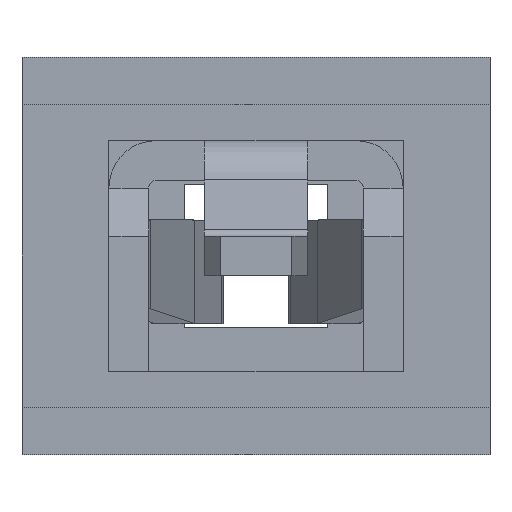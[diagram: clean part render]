
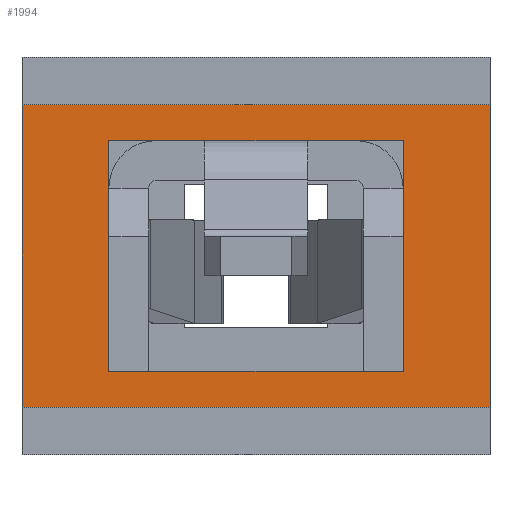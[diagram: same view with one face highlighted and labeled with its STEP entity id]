
A CAD part, front view. The second image highlights one B-rep face of the part: STEP entity #1994.
In plain terms, the highlighted planar face has unit normal (0, -1, 0).
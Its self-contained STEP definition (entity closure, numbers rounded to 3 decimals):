
#94=FACE_BOUND('',#214,.T.);
#100=FACE_OUTER_BOUND('',#213,.T.);
#213=EDGE_LOOP('',(#1319,#1320,#1321,#1322));
#214=EDGE_LOOP('',(#1323,#1324,#1325,#1326));
#330=LINE('',#2920,#580);
#335=LINE('',#2930,#585);
#336=LINE('',#2932,#586);
#337=LINE('',#2933,#587);
#338=LINE('',#2936,#588);
#339=LINE('',#2938,#589);
#340=LINE('',#2940,#590);
#341=LINE('',#2941,#591);
#580=VECTOR('',#2345,10.);
#585=VECTOR('',#2354,10.);
#586=VECTOR('',#2355,1000.);
#587=VECTOR('',#2356,1000.);
#588=VECTOR('',#2357,1000.);
#589=VECTOR('',#2358,1000.);
#590=VECTOR('',#2359,1000.);
#591=VECTOR('',#2360,1000.);
#830=VERTEX_POINT('',#2917);
#831=VERTEX_POINT('',#2919);
#834=VERTEX_POINT('',#2929);
#835=VERTEX_POINT('',#2931);
#836=VERTEX_POINT('',#2934);
#837=VERTEX_POINT('',#2935);
#838=VERTEX_POINT('',#2937);
#839=VERTEX_POINT('',#2939);
#1018=EDGE_CURVE('',#831,#830,#330,.T.);
#1023=EDGE_CURVE('',#830,#834,#335,.T.);
#1024=EDGE_CURVE('',#835,#834,#336,.T.);
#1025=EDGE_CURVE('',#831,#835,#337,.T.);
#1026=EDGE_CURVE('',#836,#837,#338,.T.);
#1027=EDGE_CURVE('',#838,#837,#339,.T.);
#1028=EDGE_CURVE('',#838,#839,#340,.T.);
#1029=EDGE_CURVE('',#836,#839,#341,.T.);
#1319=ORIENTED_EDGE('',*,*,#1018,.T.);
#1320=ORIENTED_EDGE('',*,*,#1023,.T.);
#1321=ORIENTED_EDGE('',*,*,#1024,.F.);
#1322=ORIENTED_EDGE('',*,*,#1025,.F.);
#1323=ORIENTED_EDGE('',*,*,#1026,.T.);
#1324=ORIENTED_EDGE('',*,*,#1027,.F.);
#1325=ORIENTED_EDGE('',*,*,#1028,.T.);
#1326=ORIENTED_EDGE('',*,*,#1029,.F.);
#1903=PLANE('',#2179);
#1994=ADVANCED_FACE('',(#100,#94),#1903,.F.);
#2179=AXIS2_PLACEMENT_3D('',#2928,#2352,#2353);
#2345=DIRECTION('',(1.,0.,0.));
#2352=DIRECTION('center_axis',(0.,1.,0.));
#2353=DIRECTION('ref_axis',(0.,0.,1.));
#2354=DIRECTION('',(0.,0.,1.));
#2355=DIRECTION('',(1.,0.,0.));
#2356=DIRECTION('',(0.,0.,1.));
#2357=DIRECTION('',(0.,0.,1.));
#2358=DIRECTION('',(-1.,0.,0.));
#2359=DIRECTION('',(0.,0.,-1.));
#2360=DIRECTION('',(1.,0.,0.));
#2917=CARTESIAN_POINT('',(1.47,-8.3,0.32));
#2919=CARTESIAN_POINT('',(-1.47,-8.3,0.32));
#2920=CARTESIAN_POINT('',(-0.027,-8.3,0.32));
#2928=CARTESIAN_POINT('Origin',(-1.524,-8.3,-2.22));
#2929=CARTESIAN_POINT('',(1.47,-8.3,2.22));
#2930=CARTESIAN_POINT('',(1.47,-8.3,-1.11));
#2931=CARTESIAN_POINT('',(-1.47,-8.3,2.22));
#2932=CARTESIAN_POINT('',(-1.524,-8.3,2.22));
#2933=CARTESIAN_POINT('',(-1.47,-8.3,0.));
#2934=CARTESIAN_POINT('',(-0.925,-8.3,0.545));
#2935=CARTESIAN_POINT('',(-0.925,-8.3,1.995));
#2936=CARTESIAN_POINT('',(-0.925,-8.3,1.995));
#2937=CARTESIAN_POINT('',(0.925,-8.3,1.995));
#2938=CARTESIAN_POINT('',(-1.524,-8.3,1.995));
#2939=CARTESIAN_POINT('',(0.925,-8.3,0.545));
#2940=CARTESIAN_POINT('',(0.925,-8.3,0.545));
#2941=CARTESIAN_POINT('',(-1.524,-8.3,0.545));
